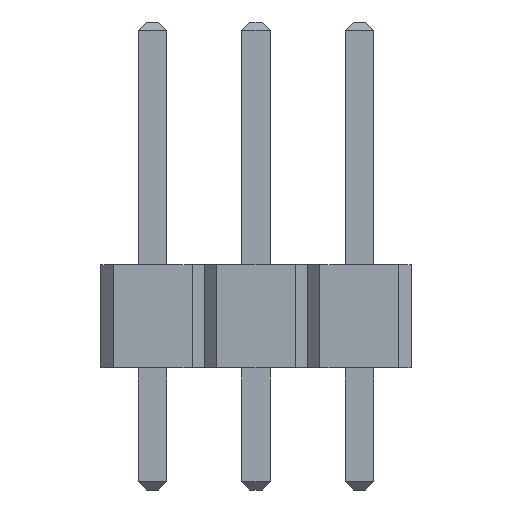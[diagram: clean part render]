
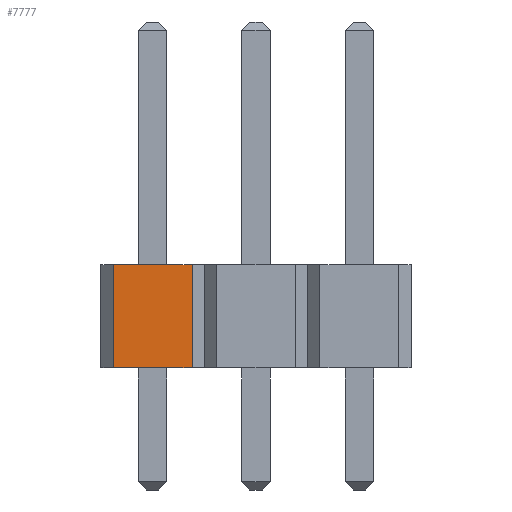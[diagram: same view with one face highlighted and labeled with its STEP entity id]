
A CAD part, front view. The second image highlights one B-rep face of the part: STEP entity #7777.
In plain terms, the highlighted planar face has unit normal (0, -1, 0).
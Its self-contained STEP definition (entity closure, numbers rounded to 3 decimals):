
#7227 = VERTEX_POINT('',#7228);
#7228 = CARTESIAN_POINT('',(-0.97,-34.29,0.));
#7234 = EDGE_CURVE('',#7235,#7227,#7237,.T.);
#7235 = VERTEX_POINT('',#7236);
#7236 = CARTESIAN_POINT('',(0.97,-34.29,0.));
#7237 = LINE('',#7238,#7239);
#7238 = CARTESIAN_POINT('',(1.27,-34.29,0.));
#7239 = VECTOR('',#7240,1.);
#7240 = DIRECTION('',(-1.,0.,0.));
#7449 = VERTEX_POINT('',#7450);
#7450 = CARTESIAN_POINT('',(-0.97,-34.29,2.54));
#7456 = EDGE_CURVE('',#7457,#7449,#7459,.T.);
#7457 = VERTEX_POINT('',#7458);
#7458 = CARTESIAN_POINT('',(0.97,-34.29,2.54));
#7459 = LINE('',#7460,#7461);
#7460 = CARTESIAN_POINT('',(1.27,-34.29,2.54));
#7461 = VECTOR('',#7462,1.);
#7462 = DIRECTION('',(-1.,0.,0.));
#7767 = EDGE_CURVE('',#7235,#7457,#7768,.T.);
#7768 = LINE('',#7769,#7770);
#7769 = CARTESIAN_POINT('',(0.97,-34.29,0.));
#7770 = VECTOR('',#7771,1.);
#7771 = DIRECTION('',(0.,0.,1.));
#7777 = ADVANCED_FACE('',(#7778),#7789,.T.);
#7778 = FACE_BOUND('',#7779,.T.);
#7779 = EDGE_LOOP('',(#7780,#7781,#7782,#7783));
#7780 = ORIENTED_EDGE('',*,*,#7234,.F.);
#7781 = ORIENTED_EDGE('',*,*,#7767,.T.);
#7782 = ORIENTED_EDGE('',*,*,#7456,.T.);
#7783 = ORIENTED_EDGE('',*,*,#7784,.F.);
#7784 = EDGE_CURVE('',#7227,#7449,#7785,.T.);
#7785 = LINE('',#7786,#7787);
#7786 = CARTESIAN_POINT('',(-0.97,-34.29,0.));
#7787 = VECTOR('',#7788,1.);
#7788 = DIRECTION('',(0.,0.,1.));
#7789 = PLANE('',#7790);
#7790 = AXIS2_PLACEMENT_3D('',#7791,#7792,#7793);
#7791 = CARTESIAN_POINT('',(1.27,-34.29,0.));
#7792 = DIRECTION('',(0.,-1.,0.));
#7793 = DIRECTION('',(-1.,0.,0.));
